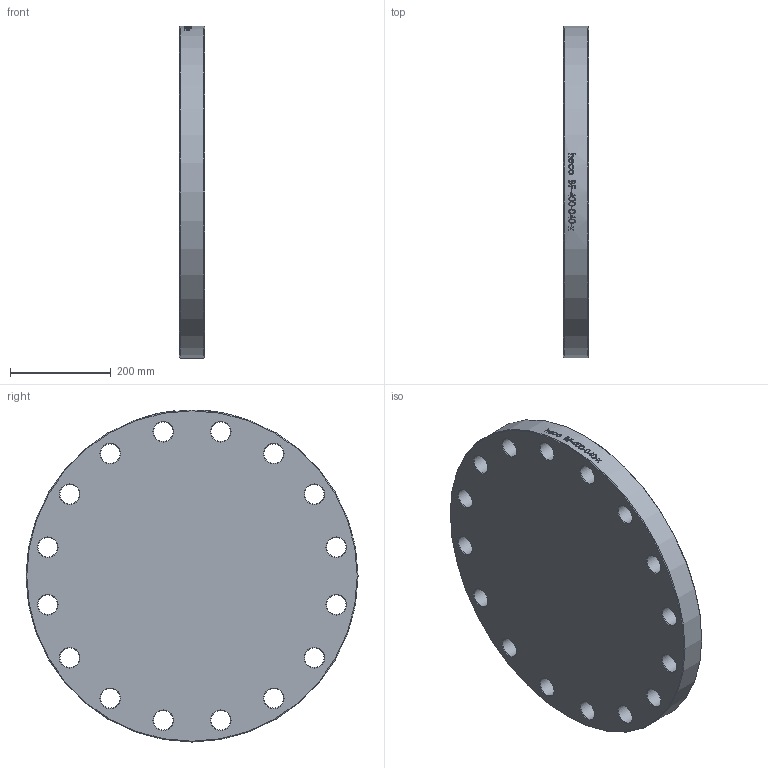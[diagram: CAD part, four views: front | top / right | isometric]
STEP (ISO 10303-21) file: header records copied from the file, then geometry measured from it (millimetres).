
FILE_DESCRIPTION (( 'STEP AP214' ), '1' );
FILE_NAME ('BF-400-040-x Blindflansch PN40 DIN2527 EN1092 2103.STEP', '2021-03-09T16:47:25', ( '' ), ( '' ), 'SwSTEP 2.0', 'SolidWorks 2019', '' );
FILE_SCHEMA (( 'AUTOMOTIVE_DESIGN' ));
Length unit declared in the file: millimetre
Products named in the file (1): BF-400-040-x Blindflansch PN40 DIN2527 EN1092 2103
Bounding box: 50 x 660 x 660 mm (x, y, z)
Volume: 16168891.8 mm3; surface area: 842024.8 mm2
Topology: 1 solids, 1 shells, 79 faces, 298 edges, 247 vertices
Faces by surface type: cylinder 43, cone 34, plane 2
Full cylindrical faces by diameter (mm): 39 x16, 660 x1
Entity records: 7657 total; most frequent: CARTESIAN_POINT 5143, ORIENTED_EDGE 460, DIRECTION 401, VERTEX_POINT 230, EDGE_CURVE 230, EDGE_LOOP 188, AXIS2_PLACEMENT_3D 186, CIRCLE 106
